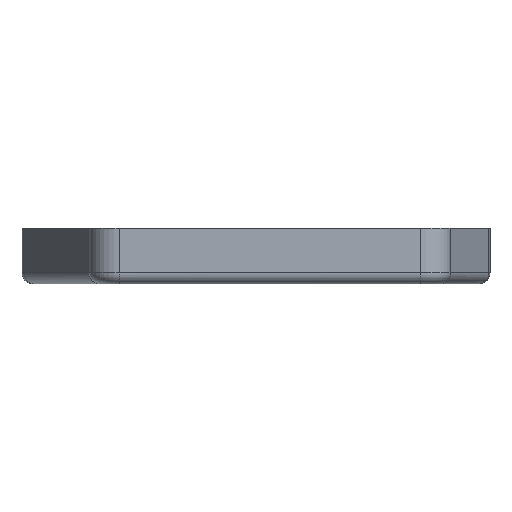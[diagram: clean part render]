
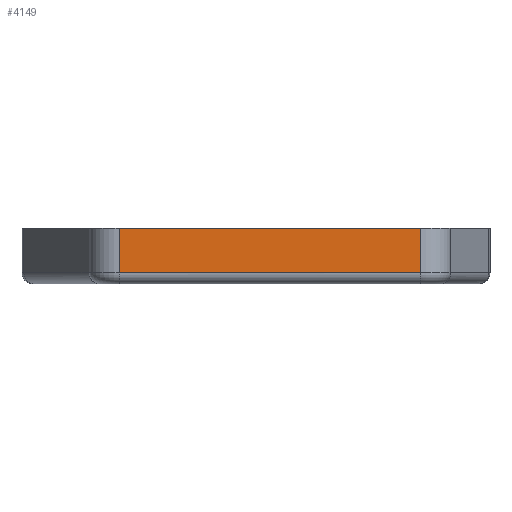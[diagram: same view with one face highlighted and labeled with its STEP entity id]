
A CAD part, front view. The second image highlights one B-rep face of the part: STEP entity #4149.
In plain terms, the highlighted planar face has unit normal (0, -1, 0).
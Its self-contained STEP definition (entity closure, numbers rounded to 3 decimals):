
#2638=CARTESIAN_POINT('',(-24.5,-62.15,5.015));
#2639=VERTEX_POINT('',#2638);
#2647=CARTESIAN_POINT('',(29.469,-62.15,5.015));
#2648=VERTEX_POINT('',#2647);
#2649=CARTESIAN_POINT('',(-24.5,-62.15,5.015));
#2650=DIRECTION('',(1.,0.,0.));
#2651=VECTOR('',#2650,53.969);
#2652=LINE('',#2649,#2651);
#2653=EDGE_CURVE('',#2639,#2648,#2652,.T.);
#3497=CARTESIAN_POINT('',(-24.5,-62.15,-2.985));
#3498=VERTEX_POINT('',#3497);
#3570=CARTESIAN_POINT('',(29.469,-62.15,-2.985));
#3571=VERTEX_POINT('',#3570);
#3600=CARTESIAN_POINT('',(29.469,-62.15,-2.985));
#3601=DIRECTION('',(-1.,-0.,-0.));
#3602=VECTOR('',#3601,53.969);
#3603=LINE('',#3600,#3602);
#3604=EDGE_CURVE('',#3571,#3498,#3603,.T.);
#4124=CARTESIAN_POINT('',(29.469,-62.15,-2.985));
#4125=DIRECTION('',(0.,-0.,1.));
#4126=VECTOR('',#4125,8.);
#4127=LINE('',#4124,#4126);
#4128=EDGE_CURVE('',#3571,#2648,#4127,.T.);
#4133=CARTESIAN_POINT('',(-24.5,-62.15,-4.985));
#4134=DIRECTION('',(0.,-1.,-0.));
#4135=DIRECTION('',(1.,0.,0.));
#4136=AXIS2_PLACEMENT_3D('',#4133,#4134,#4135);
#4137=PLANE('',#4136);
#4138=CARTESIAN_POINT('',(-24.5,-62.15,-2.985));
#4139=DIRECTION('',(0.,-0.,1.));
#4140=VECTOR('',#4139,8.);
#4141=LINE('',#4138,#4140);
#4142=EDGE_CURVE('',#3498,#2639,#4141,.T.);
#4143=ORIENTED_EDGE('',*,*,#4142,.F.);
#4144=ORIENTED_EDGE('',*,*,#3604,.F.);
#4145=ORIENTED_EDGE('',*,*,#4128,.T.);
#4146=ORIENTED_EDGE('',*,*,#2653,.F.);
#4147=EDGE_LOOP('',(#4143,#4144,#4145,#4146));
#4148=FACE_BOUND('',#4147,.T.);
#4149=ADVANCED_FACE('',(#4148),#4137,.T.);
